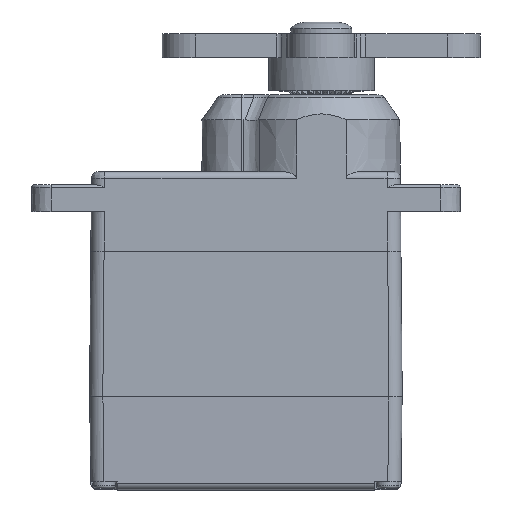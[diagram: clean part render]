
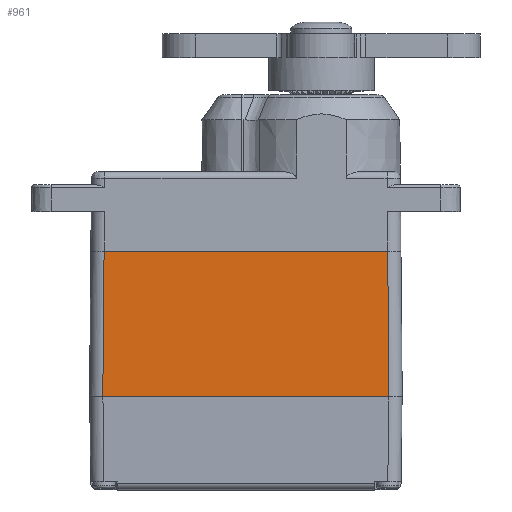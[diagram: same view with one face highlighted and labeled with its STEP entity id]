
A CAD part, top view. The second image highlights one B-rep face of the part: STEP entity #961.
In plain terms, the highlighted planar face has unit normal (0, 0.009, 1).
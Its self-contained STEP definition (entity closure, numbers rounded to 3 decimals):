
#216=DIRECTION('',(1.,0.,0.));
#217=VECTOR('',#216,21.4);
#218=CARTESIAN_POINT('',(-10.7,0.,5.7));
#219=LINE('',#218,#217);
#229=CARTESIAN_POINT('',(-10.7,0.,5.7));
#401=CARTESIAN_POINT('',(-10.796,-11.,5.796));
#412=DIRECTION('',(1.,0.,0.));
#413=VECTOR('',#412,21.592);
#414=CARTESIAN_POINT('',(-10.796,-11.,5.796));
#415=LINE('',#414,#413);
#425=CARTESIAN_POINT('',(10.796,-11.,5.796));
#542=DIRECTION('',(0.009,-1.,0.009));
#543=VECTOR('',#542,11.001);
#544=CARTESIAN_POINT('',(10.7,0.,5.7));
#545=LINE('',#544,#543);
#549=DIRECTION('',(-0.009,-1.,0.009));
#550=VECTOR('',#549,11.001);
#551=CARTESIAN_POINT('',(-10.7,0.,5.7));
#552=LINE('',#551,#550);
#629=VERTEX_POINT('',#425);
#630=CARTESIAN_POINT('',(10.7,0.,5.7));
#631=VERTEX_POINT('',#630);
#633=VERTEX_POINT('',#401);
#637=VERTEX_POINT('',#229);
#949=CARTESIAN_POINT('',(-13.076,0.,5.7));
#950=DIRECTION('',(0.,0.009,1.));
#951=DIRECTION('',(1.,0.,0.));
#952=AXIS2_PLACEMENT_3D('',#949,#950,#951);
#953=PLANE('',#952);
#954=ORIENTED_EDGE('',*,*,#942,.T.);
#955=ORIENTED_EDGE('',*,*,#765,.F.);
#957=ORIENTED_EDGE('',*,*,#956,.F.);
#958=ORIENTED_EDGE('',*,*,#670,.T.);
#959=EDGE_LOOP('',(#954,#955,#957,#958));
#960=FACE_OUTER_BOUND('',#959,.F.);
#961=ADVANCED_FACE('',(#960),#953,.T.);
#670=EDGE_CURVE('',#637,#631,#219,.T.);
#765=EDGE_CURVE('',#633,#629,#415,.T.);
#942=EDGE_CURVE('',#631,#629,#545,.T.);
#956=EDGE_CURVE('',#637,#633,#552,.T.);
